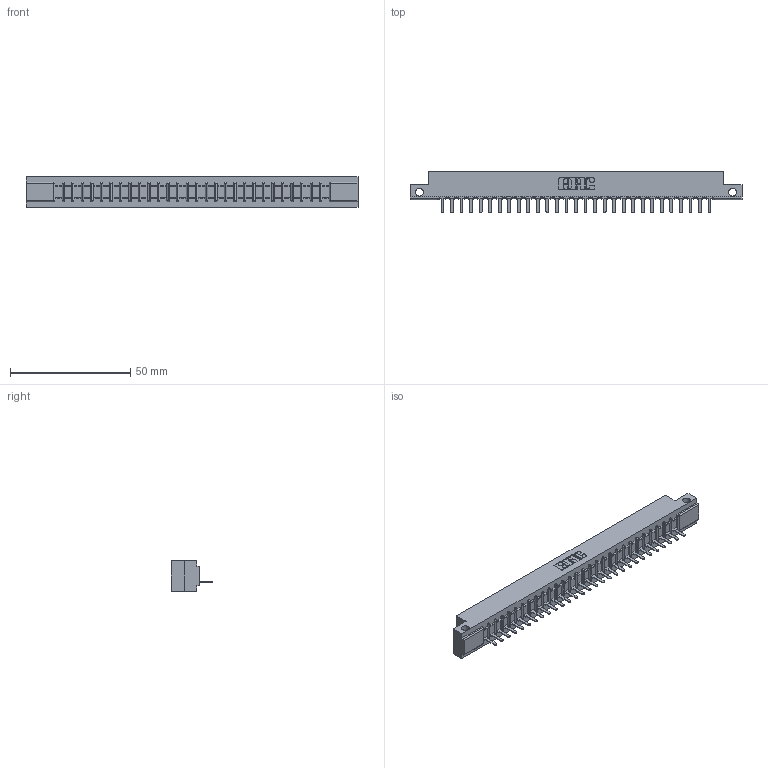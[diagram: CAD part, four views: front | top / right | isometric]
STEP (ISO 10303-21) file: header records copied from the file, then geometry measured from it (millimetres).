
FILE_DESCRIPTION (( 'STEP AP203' ), '1' );
FILE_NAME ('357-029-521-112.STEP', '2019-09-17T02:35:08', ( '' ), ( '' ), 'SwSTEP 2.0', 'SolidWorks 2016', '' );
FILE_SCHEMA (( 'CONFIG_CONTROL_DESIGN' ));
Length unit declared in the file: inch
Products named in the file (3): 307 Part_.128 Dia Side Mounting Holes; 357-029-521-112; 307-290-002_521
Assembly tree (30 placements, depth 2):
  357-029-521-112
    307 Part_.128 Dia Side Mounting Holes
    307-290-002_521  x29
Bounding box: 137.92 x 17.42 x 12.7 mm (x, y, z)
Volume: 14522 mm3; surface area: 17968.8 mm2
Topology: 30 solids, 30 shells, 2294 faces, 7051 edges, 4618 vertices
Faces by surface type: plane 1375, cylinder 859, sphere 60
Entity records: 27184 total; most frequent: CARTESIAN_POINT 4584, ORIENTED_EDGE 4574, DIRECTION 4459, EDGE_CURVE 2287, LINE 1745, VECTOR 1745, VERTEX_POINT 1482, AXIS2_PLACEMENT_3D 1357
